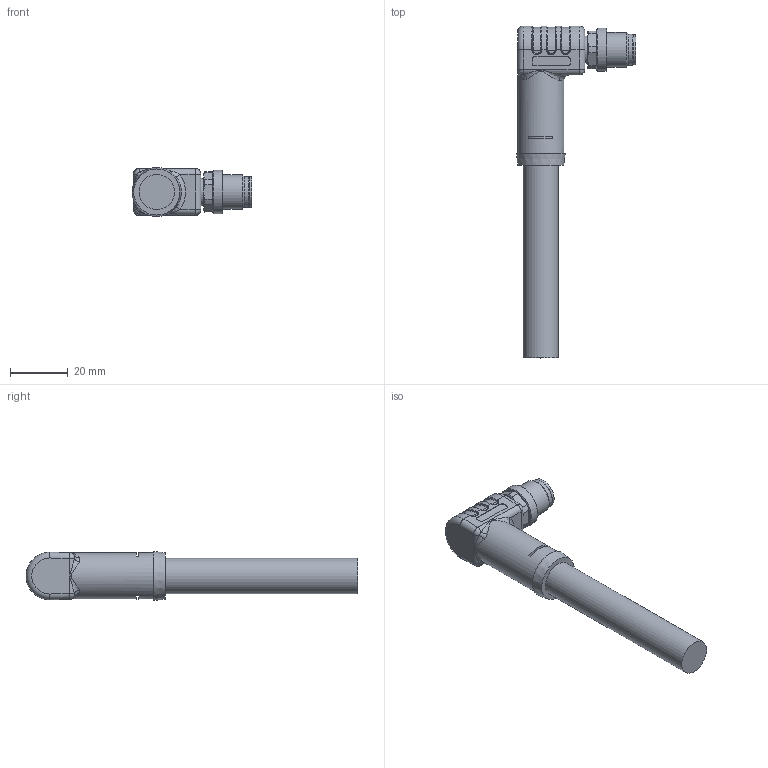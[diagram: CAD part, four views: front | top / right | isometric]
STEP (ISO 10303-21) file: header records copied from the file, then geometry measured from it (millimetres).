
FILE_DESCRIPTION(/* description */ (''),/* implementation_level */ '2;1');
FILE_NAME(/* name */ 'PL-WM12S4-m_S5025_stp.stp',/* time_stamp */ '2017-01-25T14:16:45+01:00',/* author */ (''),/* organization */ (''),/* preprocessor_version */ 'ST-DEVELOPER v16',/* originating_system */ 'SIEMENS PLM Software NX 10.0',/* authorisation */ '');
FILE_SCHEMA (('AUTOMOTIVE_DESIGN { 1 0 10303 214 3 1 1 1 }'));
Length unit declared in the file: millimetre
Products named in the file (1): 5028668_stp
Bounding box: 41.4 x 115.04 x 17 mm (x, y, z)
Volume: 21434.2 mm3; surface area: 7421.9 mm2
Topology: 1 solids, 1 shells, 239 faces, 576 edges, 339 vertices
Faces by surface type: cylinder 83, plane 70, bspline 44, torus 23, cone 11, sphere 8
Full cylindrical faces by diameter (mm): 1.5 x4, 1.7 x1, 8.9 x1, 9.4 x1, 9.9 x1, 10.5 x1, 10.8 x1, 12 x1, 12.2 x1, 15 x1, 16 x1
Entity records: 7639 total; most frequent: CARTESIAN_POINT 2609, ORIENTED_EDGE 1040, DIRECTION 1019, EDGE_CURVE 520, AXIS2_PLACEMENT_3D 417, VERTEX_POINT 321, EDGE_LOOP 277, ADVANCED_FACE 239
